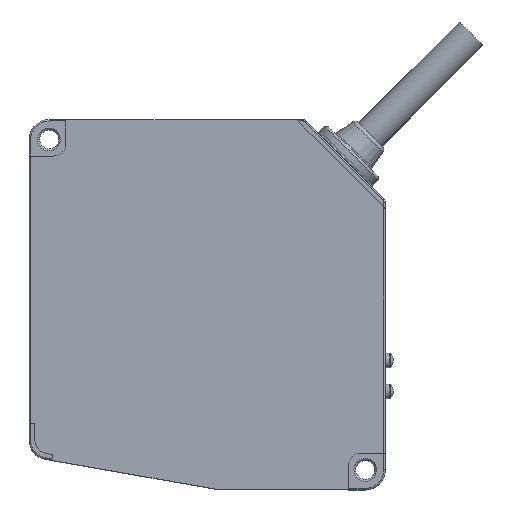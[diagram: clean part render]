
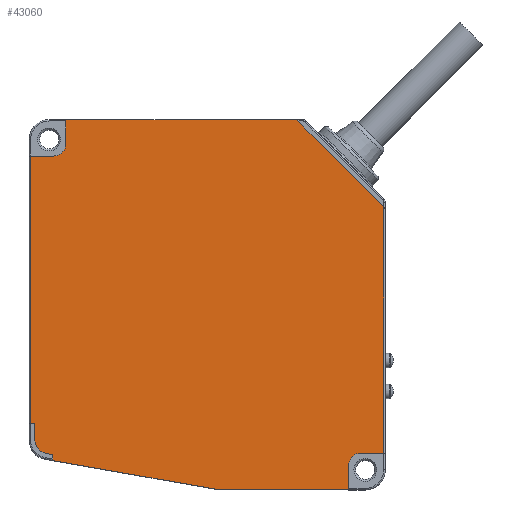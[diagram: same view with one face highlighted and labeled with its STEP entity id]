
A CAD part, top view. The second image highlights one B-rep face of the part: STEP entity #43060.
In plain terms, the highlighted planar face has unit normal (0, 0, 1).
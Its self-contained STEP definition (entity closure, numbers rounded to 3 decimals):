
#6470=CARTESIAN_POINT('',(0.,-51.2,12.4));
#6480=DIRECTION('',(-1.,0.,0.));
#6490=VECTOR('',#6480,1.);
#6500=LINE('',#6470,#6490);
#6510=CARTESIAN_POINT('',(104.7,-51.2,12.4));
#6520=VERTEX_POINT('',#6510);
#6530=CARTESIAN_POINT('',(99.8,-51.2,12.4));
#6540=VERTEX_POINT('',#6530);
#6550=EDGE_CURVE('',#6520,#6540,#6500,.T.);
#6960=CARTESIAN_POINT('',(0.,105.4,12.4));
#6970=DIRECTION('',(0.707,-0.707,0.));
#6980=VECTOR('',#6970,1.);
#6990=LINE('',#6960,#6980);
#7000=CARTESIAN_POINT('',(86.3,19.1,12.4));
#7010=VERTEX_POINT('',#7000);
#7020=CARTESIAN_POINT('',(104.7,0.7,12.4));
#7030=VERTEX_POINT('',#7020);
#7040=EDGE_CURVE('',#7010,#7030,#6990,.T.);
#8880=CARTESIAN_POINT('',(35.2,11.4,12.4));
#8890=VERTEX_POINT('',#8880);
#8920=CARTESIAN_POINT('',(0.,11.4,12.4));
#8930=DIRECTION('',(1.,0.,0.));
#8940=VECTOR('',#8930,1.);
#8950=LINE('',#8920,#8940);
#8960=CARTESIAN_POINT('',(30.3,11.4,12.4));
#8970=VERTEX_POINT('',#8960);
#8980=EDGE_CURVE('',#8970,#8890,#8950,.T.);
#9190=CARTESIAN_POINT('',(37.7,13.9,12.4));
#9200=VERTEX_POINT('',#9190);
#9370=CARTESIAN_POINT('',(37.7,19.1,12.4));
#9380=VERTEX_POINT('',#9370);
#9410=CARTESIAN_POINT('',(37.7,0.,12.4));
#9420=DIRECTION('',(0.,1.,0.));
#9430=VECTOR('',#9420,1.);
#9440=LINE('',#9410,#9430);
#9450=EDGE_CURVE('',#9200,#9380,#9440,.T.);
#9990=CARTESIAN_POINT('',(97.3,-53.7,12.4));
#10000=VERTEX_POINT('',#9990);
#10090=CARTESIAN_POINT('',(97.3,-58.9,12.4));
#10100=VERTEX_POINT('',#10090);
#10130=CARTESIAN_POINT('',(97.3,0.,12.4));
#10140=DIRECTION('',(0.,-1.,0.));
#10150=VECTOR('',#10140,1.);
#10160=LINE('',#10130,#10150);
#10170=EDGE_CURVE('',#10000,#10100,#10160,.T.);
#25880=CARTESIAN_POINT('',(31.2,-48.323,12.4));
#25890=VERTEX_POINT('',#25880);
#25940=CARTESIAN_POINT('',(34.2,-48.323,12.4));
#25950=DIRECTION('',(0.,0.,1.));
#25960=DIRECTION('',(1.,0.,0.));
#25970=AXIS2_PLACEMENT_3D('',#25940,#25950,#25960);
#25980=CIRCLE('',#25970,3.);
#25990=CARTESIAN_POINT('',(33.679,-51.277,12.4));
#26000=VERTEX_POINT('',#25990);
#26010=EDGE_CURVE('',#25890,#26000,#25980,.T.);
#26980=CARTESIAN_POINT('',(31.2,0.,12.4));
#26990=DIRECTION('',(0.,-1.,0.));
#27000=VECTOR('',#26990,1.);
#27010=LINE('',#26980,#27000);
#27020=CARTESIAN_POINT('',(31.2,-44.9,12.4));
#27030=VERTEX_POINT('',#27020);
#27040=EDGE_CURVE('',#27030,#25890,#27010,.T.);
#27440=CARTESIAN_POINT('',(34.587,-51.437,12.4));
#27450=VERTEX_POINT('',#27440);
#27480=CARTESIAN_POINT('',(34.5,-51.929,12.4));
#27490=DIRECTION('',(0.,0.,1.));
#27500=DIRECTION('',(1.,0.,0.));
#27510=AXIS2_PLACEMENT_3D('',#27480,#27490,#27500);
#27520=CIRCLE('',#27510,0.5);
#27530=CARTESIAN_POINT('',(35.,-51.929,12.4));
#27540=VERTEX_POINT('',#27530);
#27550=EDGE_CURVE('',#27540,#27450,#27520,.T.);
#29730=CARTESIAN_POINT('',(70.,-58.9,12.4));
#29740=VERTEX_POINT('',#29730);
#29770=CARTESIAN_POINT('',(0.,-58.9,12.4));
#29780=DIRECTION('',(-1.,0.,0.));
#29790=VECTOR('',#29780,1.);
#29800=LINE('',#29770,#29790);
#29810=EDGE_CURVE('',#10100,#29740,#29800,.T.);
#30250=CARTESIAN_POINT('',(99.8,-53.7,12.4));
#30260=DIRECTION('',(0.,0.,-1.));
#30270=DIRECTION('',(-1.,0.,0.));
#30280=AXIS2_PLACEMENT_3D('',#30250,#30260,#30270);
#30290=CIRCLE('',#30280,2.5);
#30300=EDGE_CURVE('',#10000,#6540,#30290,.T.);
#30480=CARTESIAN_POINT('',(35.,-52.728,12.4));
#30490=VERTEX_POINT('',#30480);
#30520=CARTESIAN_POINT('',(0.,-46.557,12.4));
#30530=DIRECTION('',(-0.985,0.174,0.));
#30540=VECTOR('',#30530,1.);
#30550=LINE('',#30520,#30540);
#30560=EDGE_CURVE('',#29740,#30490,#30550,.T.);
#32450=CARTESIAN_POINT('',(30.3,-44.9,12.4));
#32460=VERTEX_POINT('',#32450);
#32490=CARTESIAN_POINT('',(0.,-44.9,12.4));
#32500=DIRECTION('',(1.,0.,0.));
#32510=VECTOR('',#32500,1.);
#32520=LINE('',#32490,#32510);
#32530=EDGE_CURVE('',#32460,#27030,#32520,.T.);
#34870=CARTESIAN_POINT('',(104.7,-51.2,12.4));
#34880=DIRECTION('',(0.,1.,0.));
#34890=VECTOR('',#34880,1.);
#34900=LINE('',#34870,#34890);
#34910=EDGE_CURVE('',#6520,#7030,#34900,.T.);
#37660=CARTESIAN_POINT('',(30.3,-44.9,12.4));
#37670=DIRECTION('',(0.,1.,0.));
#37680=VECTOR('',#37670,1.);
#37690=LINE('',#37660,#37680);
#37700=EDGE_CURVE('',#32460,#8970,#37690,.T.);
#42600=CARTESIAN_POINT('',(29.8,-59.4,12.4));
#42610=DIRECTION('',(0.,0.,1.));
#42620=DIRECTION('',(1.,0.,0.));
#42630=AXIS2_PLACEMENT_3D('',#42600,#42610,#42620);
#42640=PLANE('',#42630);
#42650=ORIENTED_EDGE('',*,*,#8980,.F.);
#42660=CARTESIAN_POINT('',(35.2,13.9,12.4));
#42670=DIRECTION('',(0.,0.,1.));
#42680=DIRECTION('',(1.,0.,0.));
#42690=AXIS2_PLACEMENT_3D('',#42660,#42670,#42680);
#42700=CIRCLE('',#42690,2.5);
#42710=EDGE_CURVE('',#8890,#9200,#42700,.T.);
#42720=ORIENTED_EDGE('',*,*,#42710,.F.);
#42730=ORIENTED_EDGE('',*,*,#9450,.F.);
#42740=CARTESIAN_POINT('',(0.,19.1,12.4));
#42750=DIRECTION('',(1.,0.,0.));
#42760=VECTOR('',#42750,1.);
#42770=LINE('',#42740,#42760);
#42780=EDGE_CURVE('',#9380,#7010,#42770,.T.);
#42790=ORIENTED_EDGE('',*,*,#42780,.F.);
#42800=ORIENTED_EDGE('',*,*,#7040,.F.);
#42810=ORIENTED_EDGE('',*,*,#34910,.T.);
#42820=ORIENTED_EDGE('',*,*,#6550,.F.);
#42830=ORIENTED_EDGE('',*,*,#30300,.T.);
#42840=ORIENTED_EDGE('',*,*,#10170,.F.);
#42850=ORIENTED_EDGE('',*,*,#29810,.F.);
#42860=ORIENTED_EDGE('',*,*,#30560,.F.);
#42870=CARTESIAN_POINT('',(35.,0.,12.4));
#42880=DIRECTION('',(0.,-1.,0.));
#42890=VECTOR('',#42880,1.);
#42900=LINE('',#42870,#42890);
#42910=EDGE_CURVE('',#27540,#30490,#42900,.T.);
#42920=ORIENTED_EDGE('',*,*,#42910,.T.);
#42930=ORIENTED_EDGE('',*,*,#27550,.F.);
#42940=CARTESIAN_POINT('',(0.,-45.338,12.4));
#42950=DIRECTION('',(0.985,-0.174,0.));
#42960=VECTOR('',#42950,1.);
#42970=LINE('',#42940,#42960);
#42980=EDGE_CURVE('',#26000,#27450,#42970,.T.);
#42990=ORIENTED_EDGE('',*,*,#42980,.T.);
#43000=ORIENTED_EDGE('',*,*,#26010,.T.);
#43010=ORIENTED_EDGE('',*,*,#27040,.T.);
#43020=ORIENTED_EDGE('',*,*,#32530,.T.);
#43030=ORIENTED_EDGE('',*,*,#37700,.F.);
#43040=EDGE_LOOP('',(#43030,#43020,#43010,#43000,#42990,#42930,#42920,
#42860,#42850,#42840,#42830,#42820,#42810,#42800,#42790,#42730,#42720,
#42650));
#43050=FACE_OUTER_BOUND('',#43040,.T.);
#43060=ADVANCED_FACE('',(#43050),#42640,.T.);
